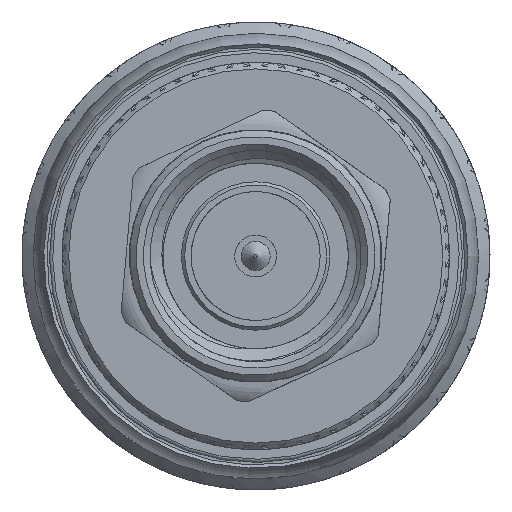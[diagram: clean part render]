
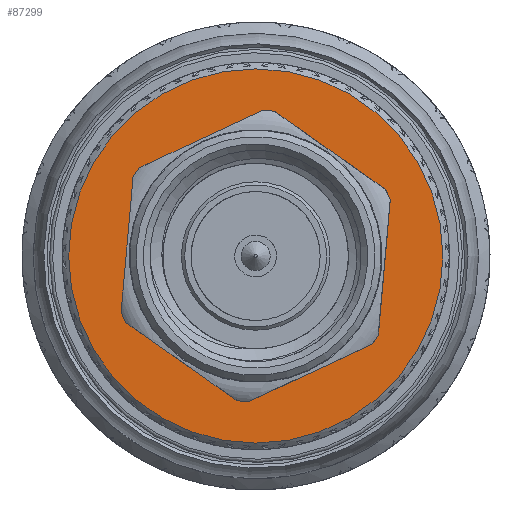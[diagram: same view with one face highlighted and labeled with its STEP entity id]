
A CAD part, left-side view. The second image highlights one B-rep face of the part: STEP entity #87299.
In plain terms, the highlighted planar face has unit normal (-1, 0.001, 0).
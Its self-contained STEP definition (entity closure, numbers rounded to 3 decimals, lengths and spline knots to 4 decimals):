
#101=PLANE('',#88706);
#9779=CIRCLE('',#88700,5.8);
#9783=CIRCLE('',#88707,3.2);
#28125=ORIENTED_EDGE('',*,*,#37760,.T.);
#28126=ORIENTED_EDGE('',*,*,#37766,.T.);
#37760=EDGE_CURVE('',#43304,#43304,#9779,.F.);
#37766=EDGE_CURVE('',#43310,#43310,#9783,.T.);
#43304=VERTEX_POINT('',#186065);
#43310=VERTEX_POINT('',#186080);
#50216=EDGE_LOOP('',(#28125));
#50217=EDGE_LOOP('',(#28126));
#54301=FACE_BOUND('',#50216,.T.);
#54302=FACE_BOUND('',#50217,.T.);
#87299=ADVANCED_FACE('',(#54301,#54302),#101,.F.);
#88700=AXIS2_PLACEMENT_3D('',#186064,#91673,#91674);
#88706=AXIS2_PLACEMENT_3D('',#186078,#91687,#91688);
#88707=AXIS2_PLACEMENT_3D('',#186079,#91689,#91690);
#91673=DIRECTION('',(1.,-0.001,0.));
#91674=DIRECTION('',(0.,0.,-1.));
#91687=DIRECTION('',(1.,-0.001,0.));
#91688=DIRECTION('',(0.,0.,-1.));
#91689=DIRECTION('',(1.,-0.001,0.));
#91690=DIRECTION('',(0.,0.,-1.));
#186064=CARTESIAN_POINT('',(-5.3803,0.0062,-0.0279));
#186065=CARTESIAN_POINT('',(-5.3803,0.0046,-5.8279));
#186078=CARTESIAN_POINT('',(-5.3803,0.0053,-3.2279));
#186079=CARTESIAN_POINT('',(-5.3803,0.0062,-0.0279));
#186080=CARTESIAN_POINT('',(-5.3803,0.0053,-3.2279));
